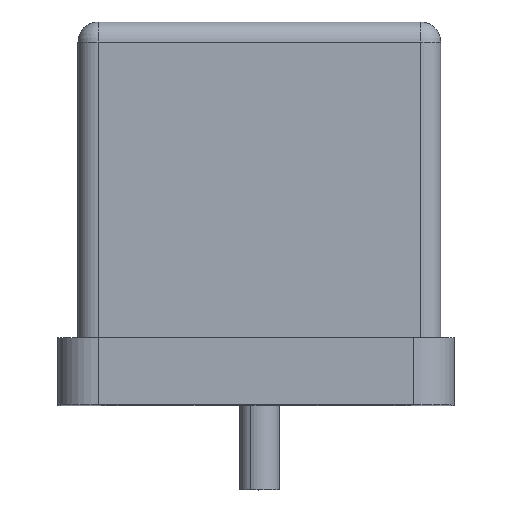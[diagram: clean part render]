
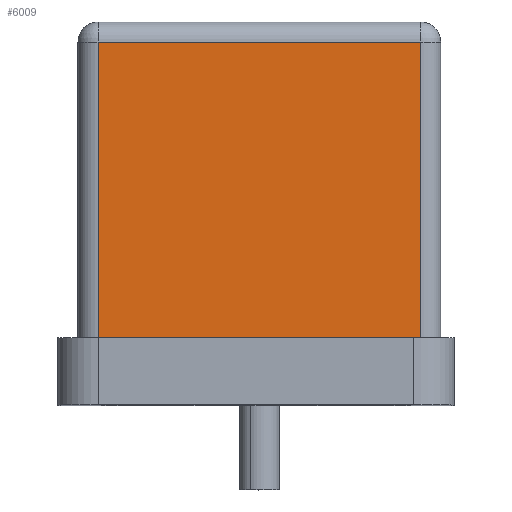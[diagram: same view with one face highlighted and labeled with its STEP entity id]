
A CAD part, top view. The second image highlights one B-rep face of the part: STEP entity #6009.
In plain terms, the highlighted planar face has unit normal (0, 0, 1).
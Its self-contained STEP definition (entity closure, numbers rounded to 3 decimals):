
#635=FACE_OUTER_BOUND('',#7891,.T.);
#2090=LINE('',#26988,#4188);
#2091=LINE('',#26991,#4189);
#2092=LINE('',#26993,#4190);
#2093=LINE('',#26995,#4191);
#4188=VECTOR('',#21895,1.);
#4189=VECTOR('',#21896,1.);
#4190=VECTOR('',#21897,1.);
#4191=VECTOR('',#21898,1.);
#6009=ADVANCED_FACE('',(#635),#7032,.F.);
#7032=PLANE('',#19938);
#7891=EDGE_LOOP('',(#9447,#9448,#9449,#9450));
#9447=ORIENTED_EDGE('',*,*,#16923,.F.);
#9448=ORIENTED_EDGE('',*,*,#16924,.T.);
#9449=ORIENTED_EDGE('',*,*,#16925,.T.);
#9450=ORIENTED_EDGE('',*,*,#16926,.T.);
#15026=VERTEX_POINT('',#26989);
#15027=VERTEX_POINT('',#26990);
#15028=VERTEX_POINT('',#26992);
#15029=VERTEX_POINT('',#26994);
#16923=EDGE_CURVE('',#15026,#15027,#2090,.T.);
#16924=EDGE_CURVE('',#15026,#15028,#2091,.T.);
#16925=EDGE_CURVE('',#15028,#15029,#2092,.T.);
#16926=EDGE_CURVE('',#15029,#15027,#2093,.T.);
#19938=AXIS2_PLACEMENT_3D('',#26996,#21899,#21900);
#21895=DIRECTION('',(-1.,0.,0.));
#21896=DIRECTION('',(0.,1.,0.));
#21897=DIRECTION('',(-1.,0.,0.));
#21898=DIRECTION('',(0.,-1.,0.));
#21899=DIRECTION('',(0.,0.,-1.));
#21900=DIRECTION('',(0.,-1.,0.));
#26988=CARTESIAN_POINT('',(4.851,-7.739,17.717));
#26989=CARTESIAN_POINT('',(3.351,-7.739,17.717));
#26990=CARTESIAN_POINT('',(-20.649,-7.739,17.717));
#26991=CARTESIAN_POINT('',(3.351,15.761,17.717));
#26992=CARTESIAN_POINT('',(3.351,14.261,17.717));
#26993=CARTESIAN_POINT('',(4.851,14.261,17.717));
#26994=CARTESIAN_POINT('',(-20.649,14.261,17.717));
#26995=CARTESIAN_POINT('',(-20.649,15.761,17.717));
#26996=CARTESIAN_POINT('',(4.851,15.761,17.717));
